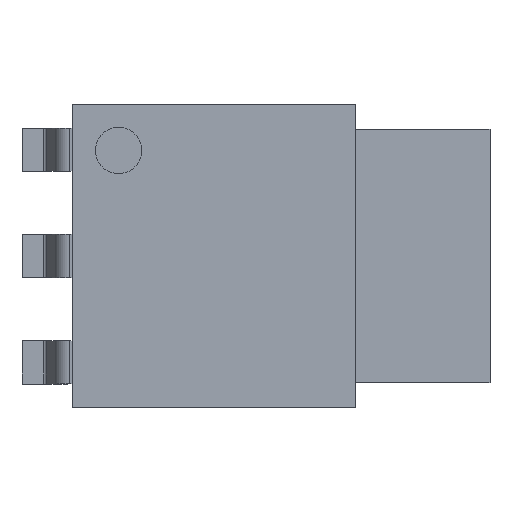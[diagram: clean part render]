
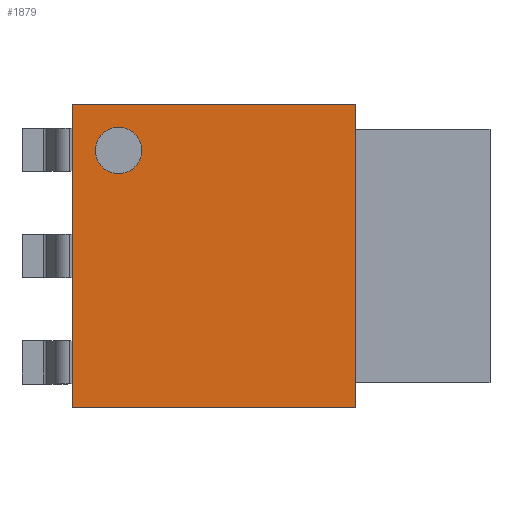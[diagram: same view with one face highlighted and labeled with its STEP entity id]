
A CAD part, top view. The second image highlights one B-rep face of the part: STEP entity #1879.
In plain terms, the highlighted planar face has unit normal (0, 0, 1).
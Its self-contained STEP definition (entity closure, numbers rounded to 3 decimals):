
#1670 = CARTESIAN_POINT ( 'NONE',  ( -3.958, -3.27, 2.38 ) ) ;
#1671 = VERTEX_POINT ( 'NONE', #1670 ) ;
#1678 = CARTESIAN_POINT ( 'NONE',  ( -3.958, 3.27, 2.38 ) ) ;
#1679 = VERTEX_POINT ( 'NONE', #1678 ) ;
#1680 = CARTESIAN_POINT ( 'NONE',  ( -3.958, 3.27, 2.38 ) ) ;
#1681 = DIRECTION ( 'NONE',  ( 0., -1., 0. ) ) ;
#1682 = VECTOR ( 'NONE', #1681, 1000. ) ;
#1683 = LINE ( 'NONE', #1680, #1682 ) ;
#1684 = EDGE_CURVE ( 'NONE', #1679, #1671, #1683, .T. ) ;
#1711 = CARTESIAN_POINT ( 'NONE',  ( -2.458, 2.27, 2.38 ) ) ;
#1712 = VERTEX_POINT ( 'NONE', #1711 ) ;
#1719 = CARTESIAN_POINT ( 'NONE',  ( -3.458, 2.27, 2.38 ) ) ;
#1720 = VERTEX_POINT ( 'NONE', #1719 ) ;
#1721 = CARTESIAN_POINT ( 'NONE',  ( -2.958, 2.27, 2.38 ) ) ;
#1722 = DIRECTION ( 'NONE',  ( 0., 0., 1. ) ) ;
#1723 = DIRECTION ( 'NONE',  ( -1., 0., 0. ) ) ;
#1724 = AXIS2_PLACEMENT_3D ( 'NONE', #1721, #1722, #1723 ) ;
#1725 = CIRCLE ( 'NONE', #1724, 0.5) ;
#1726 = EDGE_CURVE ( 'NONE', #1712, #1720, #1725, .T. ) ;
#1751 = CARTESIAN_POINT ( 'NONE',  ( 2.138, 3.27, 2.38 ) ) ;
#1752 = VERTEX_POINT ( 'NONE', #1751 ) ;
#1753 = CARTESIAN_POINT ( 'NONE',  ( -3.958, 3.27, 2.38 ) ) ;
#1754 = DIRECTION ( 'NONE',  ( 1., 0., 0. ) ) ;
#1755 = VECTOR ( 'NONE', #1754, 1000. ) ;
#1756 = LINE ( 'NONE', #1753, #1755 ) ;
#1757 = EDGE_CURVE ( 'NONE', #1679, #1752, #1756, .T. ) ;
#1781 = CARTESIAN_POINT ( 'NONE',  ( 2.138, -3.27, 2.38 ) ) ;
#1782 = VERTEX_POINT ( 'NONE', #1781 ) ;
#1789 = CARTESIAN_POINT ( 'NONE',  ( -3.958, -3.27, 2.38 ) ) ;
#1790 = DIRECTION ( 'NONE',  ( 1., 0., 0. ) ) ;
#1791 = VECTOR ( 'NONE', #1790, 1000. ) ;
#1792 = LINE ( 'NONE', #1789, #1791 ) ;
#1793 = EDGE_CURVE ( 'NONE', #1671, #1782, #1792, .T. ) ;
#1821 = CARTESIAN_POINT ( 'NONE',  ( 2.138, 3.27, 2.38 ) ) ;
#1822 = DIRECTION ( 'NONE',  ( 0., -1., 0. ) ) ;
#1823 = VECTOR ( 'NONE', #1822, 1000. ) ;
#1824 = LINE ( 'NONE', #1821, #1823 ) ;
#1825 = EDGE_CURVE ( 'NONE', #1752, #1782, #1824, .T. ) ;
#1858 = CARTESIAN_POINT ( 'NONE',  ( -2.958, 2.27, 2.38 ) ) ;
#1859 = DIRECTION ( 'NONE',  ( 0., 0., 1. ) ) ;
#1860 = DIRECTION ( 'NONE',  ( -1., 0., 0. ) ) ;
#1861 = AXIS2_PLACEMENT_3D ( 'NONE', #1858, #1859, #1860 ) ;
#1862 = CIRCLE ( 'NONE', #1861, 0.5) ;
#1863 = EDGE_CURVE ( 'NONE', #1720, #1712, #1862, .T. ) ;
#1864 = ORIENTED_EDGE ( 'NONE', *, *, #1863, .F. ) ;
#1865 = ORIENTED_EDGE ( 'NONE', *, *, #1726, .F. ) ;
#1866 = EDGE_LOOP ( 'NONE', ( #1864, #1865 ) ) ;
#1867 = FACE_BOUND ( 'NONE', #1866, .T. ) ;
#1868 = ORIENTED_EDGE ( 'NONE', *, *, #1757, .F. ) ;
#1869 = ORIENTED_EDGE ( 'NONE', *, *, #1684, .T. ) ;
#1870 = ORIENTED_EDGE ( 'NONE', *, *, #1793, .T. ) ;
#1871 = ORIENTED_EDGE ( 'NONE', *, *, #1825, .F. ) ;
#1872 = EDGE_LOOP ( 'NONE', ( #1868, #1869, #1870, #1871 ) ) ;
#1873 = FACE_OUTER_BOUND ( 'NONE', #1872, .T. ) ;
#1874 = CARTESIAN_POINT ( 'NONE',  ( 0., 0., 2.38 ) ) ;
#1875 = DIRECTION ( 'NONE',  ( 0., 0., -1. ) ) ;
#1876 = DIRECTION ( 'NONE',  ( 1., 0., 0. ) ) ;
#1877 = AXIS2_PLACEMENT_3D ( 'NONE', #1874, #1875, #1876 ) ;
#1878 = PLANE ( 'NONE', #1877 ) ;
#1879 = ADVANCED_FACE ( 'NONE', ( #1867, #1873 ), #1878, .F. ) ;
